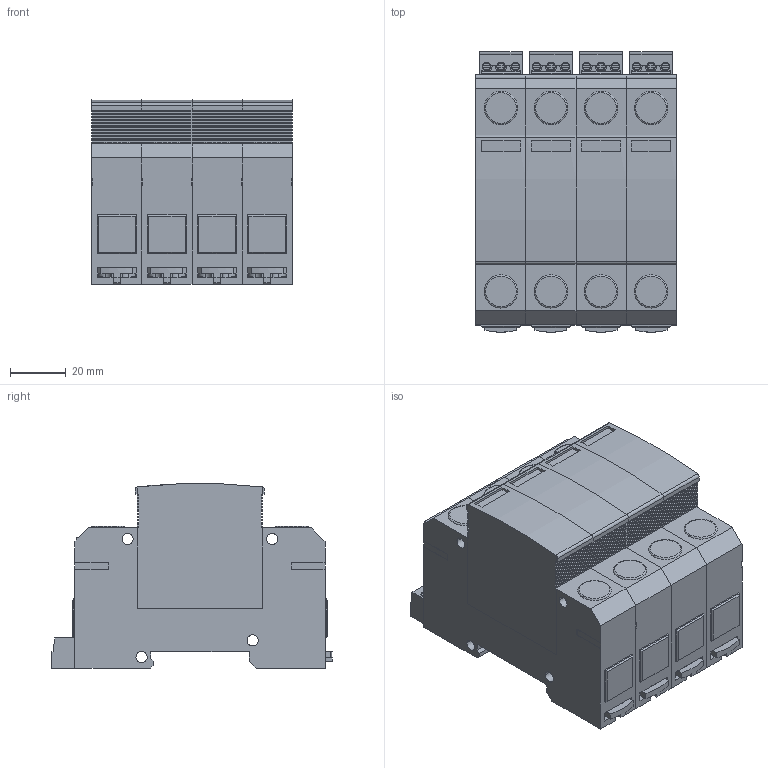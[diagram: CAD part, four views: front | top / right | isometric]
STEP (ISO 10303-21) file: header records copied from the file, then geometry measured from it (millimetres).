
FILE_DESCRIPTION (( 'STEP AP203' ), '1' );
FILE_NAME ('ﾎﾏﾂ-C_NP In 400ﾂ EKF PROxima 4P.STEP', '2016-11-25T12:21:35', ( '' ), ( '' ), 'SwSTEP 2.0', 'SolidWorks 2014', '' );
FILE_SCHEMA (( 'CONFIG_CONTROL_DESIGN' ));
Length unit declared in the file: millimetre
Products named in the file (9): 5-3; ﾎﾏﾂ-CNP In 400ﾂ EKF PROxima; 櫻蠉錪2; 櫻蠉錪1; ﾎﾏﾂ-C_NP In 400ﾂ EKF PROxima 4P; 33; 5; 5-1; 5-2
Assembly tree (20 placements, depth 3):
  ﾎﾏﾂ-C_NP In 400ﾂ EKF PROxima 4P
    5
      33
    5-1
      33
    5-2
      33
    5-3
      33
    ﾎﾏﾂ-CNP In 400ﾂ EKF PROxima  x4
    櫻蠉錪2  x4
    櫻蠉錪1  x4
Bounding box: 72 x 100.9 x 66.36 mm (x, y, z)
Volume: 360725.1 mm3; surface area: 81672.5 mm2
Topology: 16 solids, 16 shells, 1596 faces, 4320 edges, 2844 vertices
Faces by surface type: plane 1332, cylinder 188, bspline 36, cone 24, torus 16
Entity records: 13889 total; most frequent: CARTESIAN_POINT 2439, ORIENTED_EDGE 2160, DIRECTION 2034, EDGE_CURVE 1080, VECTOR 918, LINE 918, VERTEX_POINT 711, AXIS2_PLACEMENT_3D 558
